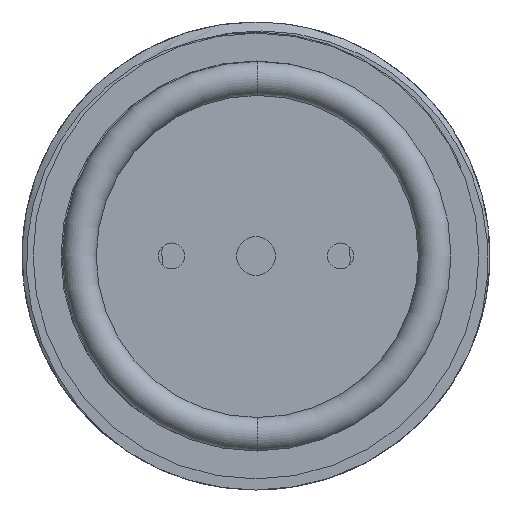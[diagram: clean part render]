
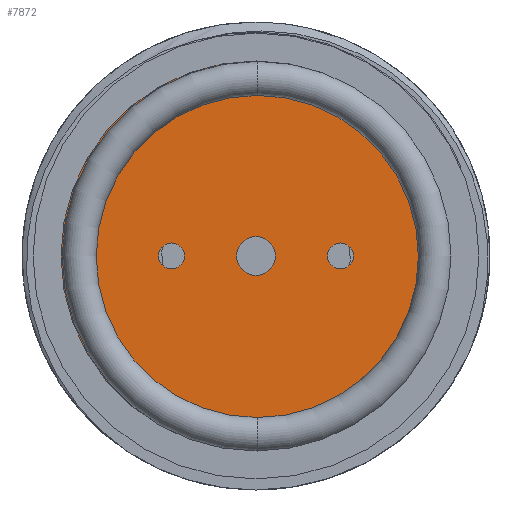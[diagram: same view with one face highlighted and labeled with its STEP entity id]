
A CAD part, front view. The second image highlights one B-rep face of the part: STEP entity #7872.
In plain terms, the highlighted planar face has unit normal (0, -1, 0).
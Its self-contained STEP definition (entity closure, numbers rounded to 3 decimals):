
#56 = AXIS2_PLACEMENT_3D ( 'NONE', #5943, #1665, #6650 ) ;
#112 = AXIS2_PLACEMENT_3D ( 'NONE', #1709, #6692, #2427 ) ;
#301 = AXIS2_PLACEMENT_3D ( 'NONE', #5861, #1576, #6567 ) ;
#344 = ORIENTED_EDGE ( 'NONE', *, *, #1101, .T. ) ;
#351 = VERTEX_POINT ( 'NONE', #7101 ) ;
#468 = CARTESIAN_POINT ( 'NONE',  ( -6.5, 2., 1. ) ) ;
#516 = DIRECTION ( 'NONE',  ( 0., 0., -1. ) ) ;
#803 = VERTEX_POINT ( 'NONE', #5529 ) ;
#1101 = EDGE_CURVE ( 'NONE', #1474, #351, #1945, .T. ) ;
#1397 = VERTEX_POINT ( 'NONE', #468 ) ;
#1424 = EDGE_LOOP ( 'NONE', ( #4203, #4895 ) ) ;
#1453 = EDGE_CURVE ( 'NONE', #3928, #1397, #5124, .T. ) ;
#1474 = VERTEX_POINT ( 'NONE', #5981 ) ;
#1576 = DIRECTION ( 'NONE',  ( 0., -1., 0. ) ) ;
#1602 = FACE_BOUND ( 'NONE', #6819, .T. ) ;
#1665 = DIRECTION ( 'NONE',  ( 0., -1., 0. ) ) ;
#1709 = CARTESIAN_POINT ( 'NONE',  ( -6.5, 2., 0. ) ) ;
#1721 = CIRCLE ( 'NONE', #56, 1. ) ;
#1770 = EDGE_CURVE ( 'NONE', #4573, #803, #3542, .T. ) ;
#1819 = FACE_OUTER_BOUND ( 'NONE', #4762, .T. ) ;
#1861 = CIRCLE ( 'NONE', #4507, 1.5 ) ;
#1934 = PLANE ( 'NONE',  #4202 ) ;
#1945 = CIRCLE ( 'NONE', #301, 15. ) ;
#2427 = DIRECTION ( 'NONE',  ( 0., 0., -1. ) ) ;
#2524 = DIRECTION ( 'NONE',  ( 0., -1., 0. ) ) ;
#2848 = CARTESIAN_POINT ( 'NONE',  ( 0., 2., 0. ) ) ;
#2914 = CARTESIAN_POINT ( 'NONE',  ( 6.5, 2., 0. ) ) ;
#3119 = CARTESIAN_POINT ( 'NONE',  ( 6.5, 2., -1. ) ) ;
#3290 = AXIS2_PLACEMENT_3D ( 'NONE', #8484, #4274, #9206 ) ;
#3369 = ORIENTED_EDGE ( 'NONE', *, *, #5619, .F. ) ;
#3418 = CARTESIAN_POINT ( 'NONE',  ( 0., 2., 1.5 ) ) ;
#3542 = CIRCLE ( 'NONE', #3290, 1. ) ;
#3587 = DIRECTION ( 'NONE',  ( 0., 0., -1. ) ) ;
#3644 = DIRECTION ( 'NONE',  ( 0., 0., -1. ) ) ;
#3647 = AXIS2_PLACEMENT_3D ( 'NONE', #2848, #7833, #3587 ) ;
#3681 = CARTESIAN_POINT ( 'NONE',  ( -6.5, 2., -1. ) ) ;
#3753 = CARTESIAN_POINT ( 'NONE',  ( 0., 2., 0. ) ) ;
#3928 = VERTEX_POINT ( 'NONE', #3681 ) ;
#4135 = AXIS2_PLACEMENT_3D ( 'NONE', #2914, #7886, #3644 ) ;
#4202 = AXIS2_PLACEMENT_3D ( 'NONE', #4820, #7623, #516 ) ;
#4203 = ORIENTED_EDGE ( 'NONE', *, *, #1453, .F. ) ;
#4252 = EDGE_LOOP ( 'NONE', ( #7047, #4501 ) ) ;
#4274 = DIRECTION ( 'NONE',  ( 0., -1., 0. ) ) ;
#4369 = ORIENTED_EDGE ( 'NONE', *, *, #1770, .F. ) ;
#4486 = DIRECTION ( 'NONE',  ( 0., 0., -1. ) ) ;
#4501 = ORIENTED_EDGE ( 'NONE', *, *, #4978, .F. ) ;
#4507 = AXIS2_PLACEMENT_3D ( 'NONE', #3753, #8691, #4486 ) ;
#4573 = VERTEX_POINT ( 'NONE', #3119 ) ;
#4666 = EDGE_CURVE ( 'NONE', #4667, #9229, #5122, .T. ) ;
#4667 = VERTEX_POINT ( 'NONE', #7450 ) ;
#4762 = EDGE_LOOP ( 'NONE', ( #6579, #344 ) ) ;
#4820 = CARTESIAN_POINT ( 'NONE',  ( 0., 2., 0. ) ) ;
#4877 = CIRCLE ( 'NONE', #4135, 1. ) ;
#4895 = ORIENTED_EDGE ( 'NONE', *, *, #7565, .F. ) ;
#4978 = EDGE_CURVE ( 'NONE', #9229, #4667, #1861, .T. ) ;
#5122 = CIRCLE ( 'NONE', #7973, 1.5 ) ;
#5124 = CIRCLE ( 'NONE', #112, 1. ) ;
#5529 = CARTESIAN_POINT ( 'NONE',  ( 6.5, 2., 1. ) ) ;
#5591 = EDGE_CURVE ( 'NONE', #351, #1474, #8616, .T. ) ;
#5619 = EDGE_CURVE ( 'NONE', #803, #4573, #4877, .T. ) ;
#5861 = CARTESIAN_POINT ( 'NONE',  ( 0., 2., 0. ) ) ;
#5943 = CARTESIAN_POINT ( 'NONE',  ( -6.5, 2., 0. ) ) ;
#5981 = CARTESIAN_POINT ( 'NONE',  ( 0., 2., 15. ) ) ;
#6567 = DIRECTION ( 'NONE',  ( 0., 0., -1. ) ) ;
#6579 = ORIENTED_EDGE ( 'NONE', *, *, #5591, .T. ) ;
#6650 = DIRECTION ( 'NONE',  ( 0., 0., -1. ) ) ;
#6692 = DIRECTION ( 'NONE',  ( 0., -1., 0. ) ) ;
#6798 = CARTESIAN_POINT ( 'NONE',  ( 0., 2., 0. ) ) ;
#6819 = EDGE_LOOP ( 'NONE', ( #4369, #3369 ) ) ;
#7047 = ORIENTED_EDGE ( 'NONE', *, *, #4666, .F. ) ;
#7101 = CARTESIAN_POINT ( 'NONE',  ( 0., 2., -15. ) ) ;
#7287 = FACE_BOUND ( 'NONE', #1424, .T. ) ;
#7450 = CARTESIAN_POINT ( 'NONE',  ( 0., 2., -1.5 ) ) ;
#7508 = DIRECTION ( 'NONE',  ( 0., 0., -1. ) ) ;
#7565 = EDGE_CURVE ( 'NONE', #1397, #3928, #1721, .T. ) ;
#7623 = DIRECTION ( 'NONE',  ( 0., -1., 0. ) ) ;
#7833 = DIRECTION ( 'NONE',  ( 0., -1., 0. ) ) ;
#7872 = ADVANCED_FACE ( 'NONE', ( #7287, #1602, #9141, #1819 ), #1934, .T. ) ;
#7886 = DIRECTION ( 'NONE',  ( 0., -1., 0. ) ) ;
#7973 = AXIS2_PLACEMENT_3D ( 'NONE', #6798, #2524, #7508 ) ;
#8484 = CARTESIAN_POINT ( 'NONE',  ( 6.5, 2., 0. ) ) ;
#8616 = CIRCLE ( 'NONE', #3647, 15. ) ;
#8691 = DIRECTION ( 'NONE',  ( 0., -1., 0. ) ) ;
#9141 = FACE_BOUND ( 'NONE', #4252, .T. ) ;
#9206 = DIRECTION ( 'NONE',  ( 0., 0., -1. ) ) ;
#9229 = VERTEX_POINT ( 'NONE', #3418 ) ;
